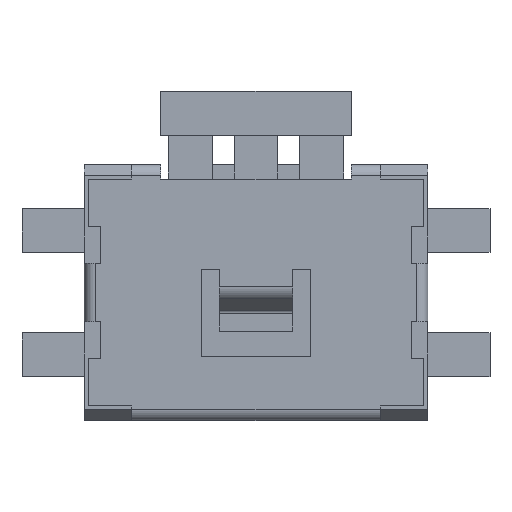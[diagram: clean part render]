
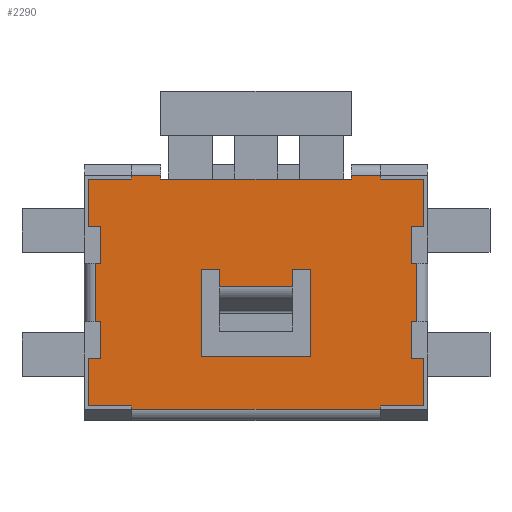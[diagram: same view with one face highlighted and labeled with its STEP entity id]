
A CAD part, top view. The second image highlights one B-rep face of the part: STEP entity #2290.
In plain terms, the highlighted planar face has unit normal (0, 0, 1).
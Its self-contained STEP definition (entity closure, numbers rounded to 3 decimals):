
#13=DIRECTION('',(0.,0.,1.));
#27=VECTOR('',#28,1.);
#28=DIRECTION('',(1.,0.,0.));
#40=VECTOR('',#41,1.);
#41=DIRECTION('',(1.,0.,0.));
#91=DIRECTION('',(0.,1.,0.));
#111=VECTOR('',#112,1.);
#112=DIRECTION('',(0.,-1.,0.));
#118=VECTOR('',#119,1.);
#119=DIRECTION('',(-1.,0.,0.));
#141=VECTOR('',#91,1.);
#172=VECTOR('',#173,1.);
#173=DIRECTION('',(-1.,0.,0.));
#277=VECTOR('',#278,1.);
#278=DIRECTION('',(0.,-1.,0.));
#381=VECTOR('',#382,1.);
#382=DIRECTION('',(0.,1.,0.));
#553=VECTOR('',#554,1.);
#554=DIRECTION('',(0.,-1.,0.));
#675=VECTOR('',#676,1.);
#676=DIRECTION('',(1.,0.,0.));
#765=VECTOR('',#766,1.);
#766=DIRECTION('',(-1.,0.,0.));
#1097=DIRECTION('',(-1.,-0.,-0.));
#1112=VECTOR('',#1097,1.);
#1306=VECTOR('',#1307,1.);
#1307=DIRECTION('',(-0.,-1.,-0.));
#1499=VERTEX_POINT('',#1500);
#1500=CARTESIAN_POINT('',(1.3,1.55,1.65));
#1502=ORIENTED_EDGE('',*,*,#1503,.T.);
#1503=EDGE_CURVE('',#1499,#1504,#1506,.T.);
#1504=VERTEX_POINT('',#1505);
#1505=CARTESIAN_POINT('',(-1.3,1.55,1.65));
#1506=LINE('',#1507,#172);
#1507=CARTESIAN_POINT('',(2.295,1.55,1.65));
#1787=VERTEX_POINT('',#1788);
#1788=CARTESIAN_POINT('',(1.7,1.55,1.65));
#1790=ORIENTED_EDGE('',*,*,#1791,.T.);
#1791=EDGE_CURVE('',#1787,#1792,#1794,.T.);
#1792=VERTEX_POINT('',#1793);
#1793=CARTESIAN_POINT('',(1.7,1.6,1.65));
#1794=LINE('',#1788,#381);
#1808=VERTEX_POINT('',#1809);
#1809=CARTESIAN_POINT('',(2.125,0.4,1.65));
#1812=EDGE_CURVE('',#1808,#1813,#1815,.T.);
#1813=VERTEX_POINT('',#1814);
#1814=CARTESIAN_POINT('',(2.2,0.4,1.65));
#1815=LINE('',#1809,#27);
#1825=ORIENTED_EDGE('',*,*,#1826,.T.);
#1826=EDGE_CURVE('',#1808,#1827,#1829,.T.);
#1827=VERTEX_POINT('',#1828);
#1828=CARTESIAN_POINT('',(2.125,0.9,1.65));
#1829=LINE('',#1830,#141);
#1830=CARTESIAN_POINT('',(2.125,-1.55,1.65));
#1841=VERTEX_POINT('',#1842);
#1842=CARTESIAN_POINT('',(2.295,0.9,1.65));
#1845=EDGE_CURVE('',#1841,#1827,#1846,.T.);
#1846=LINE('',#1842,#172);
#1855=VERTEX_POINT('',#1507);
#1858=EDGE_CURVE('',#1855,#1841,#1859,.T.);
#1859=LINE('',#1507,#111);
#1867=ORIENTED_EDGE('',*,*,#1868,.T.);
#1868=EDGE_CURVE('',#1855,#1787,#1506,.T.);
#1874=EDGE_CURVE('',#1875,#1813,#1877,.T.);
#1875=VERTEX_POINT('',#1876);
#1876=CARTESIAN_POINT('',(2.2,-0.4,1.65));
#1877=LINE('',#1876,#141);
#1891=VERTEX_POINT('',#1892);
#1892=CARTESIAN_POINT('',(2.125,-0.4,1.65));
#1894=ORIENTED_EDGE('',*,*,#1895,.T.);
#1895=EDGE_CURVE('',#1891,#1875,#1896,.T.);
#1896=LINE('',#1892,#27);
#1902=ORIENTED_EDGE('',*,*,#1903,.F.);
#1903=EDGE_CURVE('',#1904,#1906,#1908,.T.);
#1904=VERTEX_POINT('',#1905);
#1905=CARTESIAN_POINT('',(2.295,-1.55,1.65));
#1906=VERTEX_POINT('',#1907);
#1907=CARTESIAN_POINT('',(1.7,-1.55,1.65));
#1908=LINE('',#1905,#172);
#1923=VERTEX_POINT('',#1924);
#1924=CARTESIAN_POINT('',(2.295,-0.9,1.65));
#1927=EDGE_CURVE('',#1923,#1904,#1928,.T.);
#1928=LINE('',#1924,#111);
#1937=VERTEX_POINT('',#1938);
#1938=CARTESIAN_POINT('',(2.125,-0.9,1.65));
#1941=EDGE_CURVE('',#1937,#1923,#1942,.T.);
#1942=LINE('',#1938,#27);
#1950=ORIENTED_EDGE('',*,*,#1951,.T.);
#1951=EDGE_CURVE('',#1937,#1891,#1829,.T.);
#1957=EDGE_CURVE('',#1906,#1958,#1960,.T.);
#1958=VERTEX_POINT('',#1959);
#1959=CARTESIAN_POINT('',(1.7,-1.6,1.65));
#1960=LINE('',#1907,#277);
#1972=VERTEX_POINT('',#1973);
#1973=CARTESIAN_POINT('',(-1.7,-1.55,1.65));
#1975=ORIENTED_EDGE('',*,*,#1976,.T.);
#1976=EDGE_CURVE('',#1972,#1977,#1979,.T.);
#1977=VERTEX_POINT('',#1978);
#1978=CARTESIAN_POINT('',(-1.7,-1.6,1.65));
#1979=LINE('',#1973,#277);
#1994=VERTEX_POINT('',#1995);
#1995=CARTESIAN_POINT('',(-2.125,-0.4,1.65));
#1998=EDGE_CURVE('',#1994,#1999,#2001,.T.);
#1999=VERTEX_POINT('',#2000);
#2000=CARTESIAN_POINT('',(-2.2,-0.4,1.65));
#2001=LINE('',#1995,#118);
#2011=ORIENTED_EDGE('',*,*,#2012,.T.);
#2012=EDGE_CURVE('',#1994,#2013,#2015,.T.);
#2013=VERTEX_POINT('',#2014);
#2014=CARTESIAN_POINT('',(-2.125,-0.9,1.65));
#2015=LINE('',#2016,#111);
#2016=CARTESIAN_POINT('',(-2.125,1.55,1.65));
#2026=ORIENTED_EDGE('',*,*,#2027,.T.);
#2027=EDGE_CURVE('',#2013,#2028,#2030,.T.);
#2028=VERTEX_POINT('',#2029);
#2029=CARTESIAN_POINT('',(-2.295,-0.9,1.65));
#2030=LINE('',#2014,#1112);
#2040=ORIENTED_EDGE('',*,*,#2041,.T.);
#2041=EDGE_CURVE('',#2028,#2042,#2044,.T.);
#2042=VERTEX_POINT('',#2043);
#2043=CARTESIAN_POINT('',(-2.295,-1.55,1.65));
#2044=LINE('',#2029,#1306);
#2053=ORIENTED_EDGE('',*,*,#2054,.F.);
#2054=EDGE_CURVE('',#1972,#2042,#1908,.T.);
#2061=EDGE_CURVE('',#2062,#1999,#2064,.T.);
#2062=VERTEX_POINT('',#2063);
#2063=CARTESIAN_POINT('',(-2.2,0.4,1.65));
#2064=LINE('',#2063,#553);
#2078=VERTEX_POINT('',#2079);
#2079=CARTESIAN_POINT('',(-1.7,1.55,1.65));
#2081=ORIENTED_EDGE('',*,*,#2082,.T.);
#2082=EDGE_CURVE('',#2078,#2083,#1506,.T.);
#2083=VERTEX_POINT('',#2084);
#2084=CARTESIAN_POINT('',(-2.295,1.55,1.65));
#2092=ORIENTED_EDGE('',*,*,#2093,.T.);
#2093=EDGE_CURVE('',#2083,#2094,#2096,.T.);
#2094=VERTEX_POINT('',#2095);
#2095=CARTESIAN_POINT('',(-2.295,0.9,1.65));
#2096=LINE('',#2084,#1306);
#2106=ORIENTED_EDGE('',*,*,#2107,.T.);
#2107=EDGE_CURVE('',#2094,#2108,#2110,.T.);
#2108=VERTEX_POINT('',#2109);
#2109=CARTESIAN_POINT('',(-2.125,0.9,1.65));
#2110=LINE('',#2095,#27);
#2120=ORIENTED_EDGE('',*,*,#2121,.T.);
#2121=EDGE_CURVE('',#2108,#2122,#2015,.T.);
#2122=VERTEX_POINT('',#2123);
#2123=CARTESIAN_POINT('',(-2.125,0.4,1.65));
#2131=ORIENTED_EDGE('',*,*,#2132,.T.);
#2132=EDGE_CURVE('',#2122,#2062,#2133,.T.);
#2133=LINE('',#2123,#118);
#2140=EDGE_CURVE('',#2078,#2141,#2143,.T.);
#2141=VERTEX_POINT('',#2142);
#2142=CARTESIAN_POINT('',(-1.7,1.6,1.65));
#2143=LINE('',#2079,#381);
#2217=VERTEX_POINT('',#2218);
#2218=CARTESIAN_POINT('',(-1.3,1.6,1.65));
#2222=EDGE_CURVE('',#1504,#2217,#2223,.T.);
#2223=LINE('',#1505,#381);
#2290=ADVANCED_FACE('',(#2291,#2318),#2359,.T.);
#2291=FACE_BOUND('',#2292,.T.);
#2292=EDGE_LOOP('',(#1902,#2293,#2294,#1950,#1894,#2295,#2296,#1825,#2297,#2298,#1867,#1790,#2299,#2304,#1502,#2307,#2308,#2311,#2081,#2092,#2106,#2120,#2131,#2312,#2313,#2011,#2026,#2040,#2053,#1975,#2314,#2317));
#2293=ORIENTED_EDGE('',*,*,#1927,.F.);
#2294=ORIENTED_EDGE('',*,*,#1941,.F.);
#2295=ORIENTED_EDGE('',*,*,#1874,.T.);
#2296=ORIENTED_EDGE('',*,*,#1812,.F.);
#2297=ORIENTED_EDGE('',*,*,#1845,.F.);
#2298=ORIENTED_EDGE('',*,*,#1858,.F.);
#2299=ORIENTED_EDGE('',*,*,#2300,.F.);
#2300=EDGE_CURVE('',#2301,#1792,#2303,.T.);
#2301=VERTEX_POINT('',#2302);
#2302=CARTESIAN_POINT('',(1.3,1.6,1.65));
#2303=LINE('',#2302,#675);
#2304=ORIENTED_EDGE('',*,*,#2305,.F.);
#2305=EDGE_CURVE('',#1499,#2301,#2306,.T.);
#2306=LINE('',#1500,#381);
#2307=ORIENTED_EDGE('',*,*,#2222,.T.);
#2308=ORIENTED_EDGE('',*,*,#2309,.T.);
#2309=EDGE_CURVE('',#2217,#2141,#2310,.T.);
#2310=LINE('',#2218,#765);
#2311=ORIENTED_EDGE('',*,*,#2140,.F.);
#2312=ORIENTED_EDGE('',*,*,#2061,.T.);
#2313=ORIENTED_EDGE('',*,*,#1998,.F.);
#2314=ORIENTED_EDGE('',*,*,#2315,.T.);
#2315=EDGE_CURVE('',#1977,#1958,#2316,.T.);
#2316=LINE('',#1978,#40);
#2317=ORIENTED_EDGE('',*,*,#1957,.F.);
#2318=FACE_BOUND('',#2319,.T.);
#2319=EDGE_LOOP('',(#2320,#2327,#2332,#2338,#2343,#2348,#2353,#2356));
#2320=ORIENTED_EDGE('',*,*,#2321,.F.);
#2321=EDGE_CURVE('',#2322,#2324,#2326,.T.);
#2322=VERTEX_POINT('',#2323);
#2323=CARTESIAN_POINT('',(-0.75,-0.88,1.65));
#2324=VERTEX_POINT('',#2325);
#2325=CARTESIAN_POINT('',(0.75,-0.88,1.65));
#2326=LINE('',#2323,#27);
#2327=ORIENTED_EDGE('',*,*,#2328,.F.);
#2328=EDGE_CURVE('',#2329,#2322,#2331,.T.);
#2329=VERTEX_POINT('',#2330);
#2330=CARTESIAN_POINT('',(-0.75,0.32,1.65));
#2331=LINE('',#2330,#111);
#2332=ORIENTED_EDGE('',*,*,#2333,.F.);
#2333=EDGE_CURVE('',#2334,#2329,#2336,.T.);
#2334=VERTEX_POINT('',#2335);
#2335=CARTESIAN_POINT('',(-0.5,0.32,1.65));
#2336=LINE('',#2337,#172);
#2337=CARTESIAN_POINT('',(0.75,0.32,1.65));
#2338=ORIENTED_EDGE('',*,*,#2339,.T.);
#2339=EDGE_CURVE('',#2334,#2340,#2342,.T.);
#2340=VERTEX_POINT('',#2341);
#2341=CARTESIAN_POINT('',(-0.5,0.076,1.65));
#2342=LINE('',#2335,#277);
#2343=ORIENTED_EDGE('',*,*,#2344,.T.);
#2344=EDGE_CURVE('',#2340,#2345,#2347,.T.);
#2345=VERTEX_POINT('',#2346);
#2346=CARTESIAN_POINT('',(0.5,0.076,1.65));
#2347=LINE('',#2341,#40);
#2348=ORIENTED_EDGE('',*,*,#2349,.F.);
#2349=EDGE_CURVE('',#2350,#2345,#2352,.T.);
#2350=VERTEX_POINT('',#2351);
#2351=CARTESIAN_POINT('',(0.5,0.32,1.65));
#2352=LINE('',#2351,#277);
#2353=ORIENTED_EDGE('',*,*,#2354,.F.);
#2354=EDGE_CURVE('',#2355,#2350,#2336,.T.);
#2355=VERTEX_POINT('',#2337);
#2356=ORIENTED_EDGE('',*,*,#2357,.F.);
#2357=EDGE_CURVE('',#2324,#2355,#2358,.T.);
#2358=LINE('',#2325,#141);
#2359=PLANE('',#2360);
#2360=AXIS2_PLACEMENT_3D('',#2361,#13,#28);
#2361=CARTESIAN_POINT('',(0.,0.,1.65));
